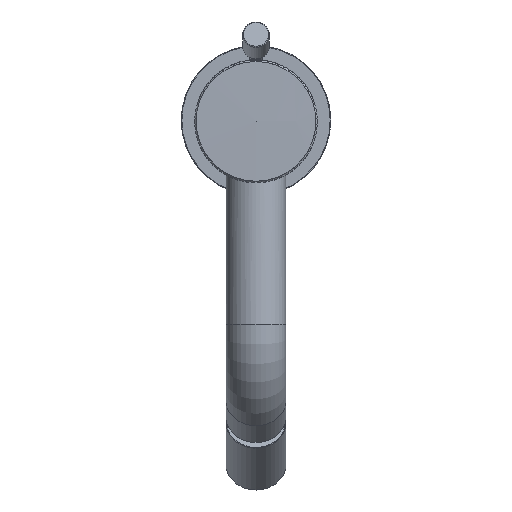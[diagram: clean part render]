
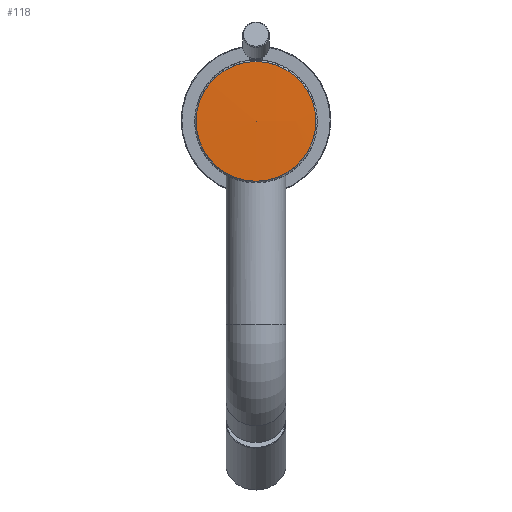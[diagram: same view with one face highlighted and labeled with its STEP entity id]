
A CAD part, top view. The second image highlights one B-rep face of the part: STEP entity #118.
In plain terms, the highlighted spherical face has radius 800 mm.
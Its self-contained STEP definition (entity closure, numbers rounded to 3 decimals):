
#83=CARTESIAN_POINT('',(-0.,103.682,-668.318));
#84=DIRECTION('',(-0.,0.,1.));
#85=DIRECTION('',(1.,0.,0.));
#86=AXIS2_PLACEMENT_3D('',#83,#84,#85);
#87=SPHERICAL_SURFACE('',#86,800.);
#88=CARTESIAN_POINT('',(0.,103.682,131.682));
#89=VERTEX_POINT('',#88);
#90=CARTESIAN_POINT('',(20.013,103.682,131.431));
#91=VERTEX_POINT('',#90);
#92=CARTESIAN_POINT('',(-0.,103.682,-668.318));
#93=DIRECTION('',(-0.,1.,-0.));
#94=DIRECTION('',(1.,0.,0.));
#95=AXIS2_PLACEMENT_3D('',#92,#93,#94);
#96=CIRCLE('',#95,800.);
#97=EDGE_CURVE('',#89,#91,#96,.T.);
#98=ORIENTED_EDGE('',*,*,#97,.T.);
#99=CARTESIAN_POINT('',(0.,123.694,131.431));
#100=VERTEX_POINT('',#99);
#101=CARTESIAN_POINT('',(0.,103.682,131.431));
#102=DIRECTION('',(0.,-0.,-1.));
#103=DIRECTION('',(0.,1.,-0.));
#104=AXIS2_PLACEMENT_3D('',#101,#102,#103);
#105=CIRCLE('',#104,20.013);
#106=EDGE_CURVE('',#100,#91,#105,.T.);
#107=ORIENTED_EDGE('',*,*,#106,.F.);
#108=CARTESIAN_POINT('',(0.,103.682,131.431));
#109=DIRECTION('',(0.,-0.,-1.));
#110=DIRECTION('',(0.,1.,-0.));
#111=AXIS2_PLACEMENT_3D('',#108,#109,#110);
#112=CIRCLE('',#111,20.013);
#113=EDGE_CURVE('',#91,#100,#112,.T.);
#114=ORIENTED_EDGE('',*,*,#113,.F.);
#115=ORIENTED_EDGE('',*,*,#97,.F.);
#116=EDGE_LOOP('',(#98,#107,#114,#115));
#117=FACE_BOUND('',#116,.T.);
#118=ADVANCED_FACE('',(#117),#87,.T.);
